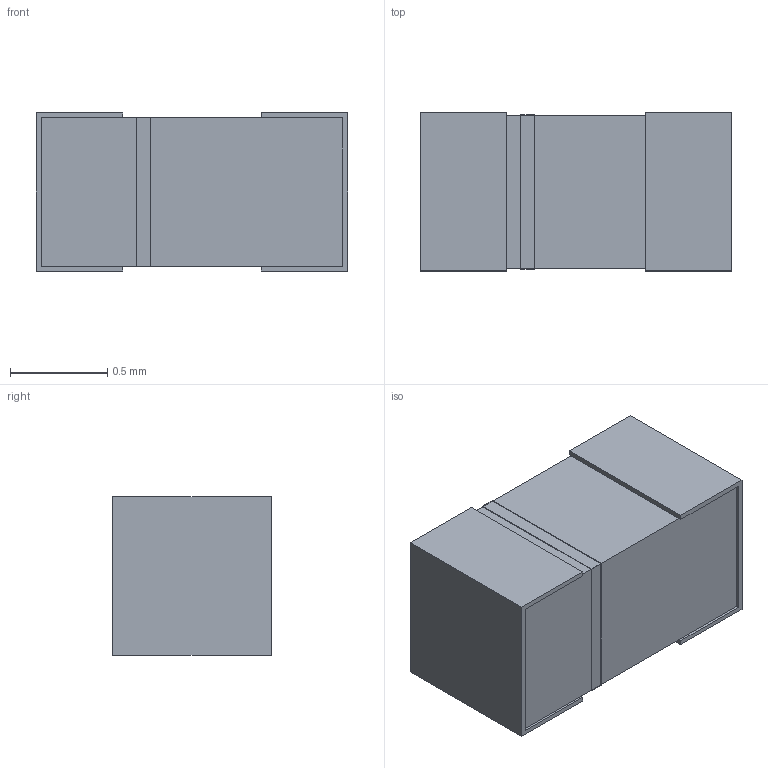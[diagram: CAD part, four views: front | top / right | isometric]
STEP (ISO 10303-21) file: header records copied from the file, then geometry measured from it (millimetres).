
FILE_DESCRIPTION(('STEP AP214'),'1');
FILE_NAME('LED_VISHAY_VLMX1300','2018-04-19T13:22:55',(''),(''),'','','');
FILE_SCHEMA(('AUTOMOTIVE_DESIGN'));
Length unit declared in the file: millimetre
Products named in the file (1): product
Bounding box: 1.6 x 0.81 x 0.81 mm (x, y, z)
Surface area: 12.1 mm2 (no closed solid volume)
Topology: 0 solids, 38 shells, 38 faces, 176 edges, 176 vertices
Faces by surface type: plane 38
Entity records: 1985 total; most frequent: CARTESIAN_POINT 391, VERTEX_POINT 352, DIRECTION 254, ORIENTED_EDGE 176, EDGE_CURVE 176, LINE 176, VECTOR 176, AXIS2_PLACEMENT_3D 39
